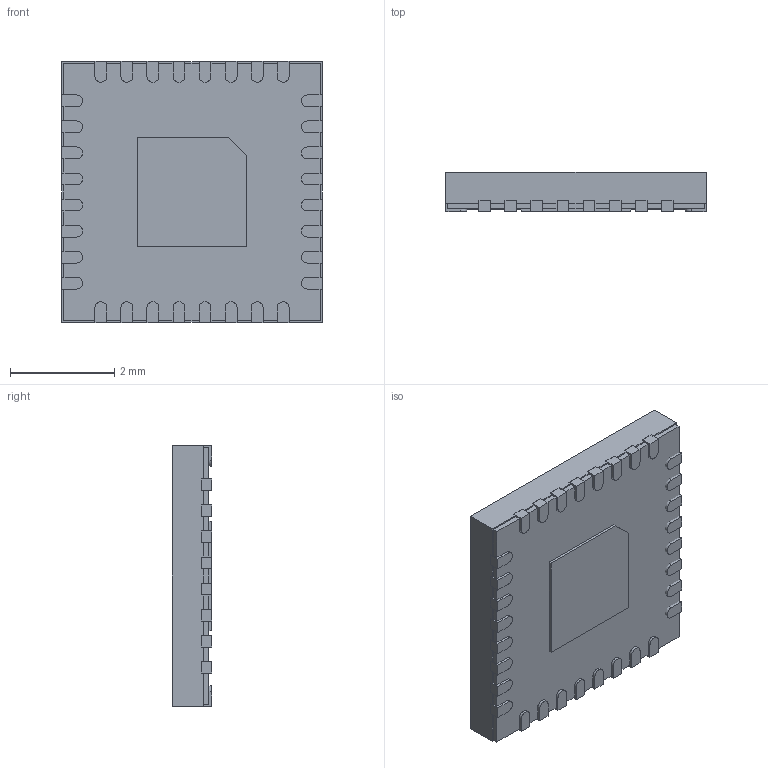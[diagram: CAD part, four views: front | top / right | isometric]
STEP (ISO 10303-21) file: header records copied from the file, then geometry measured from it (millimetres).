
FILE_DESCRIPTION (( 'STEP AP214' ), '1' );
FILE_NAME ('Part130.STEP', '2024-02-26T12:02:04', ( '' ), ( '' ), 'SwSTEP 2.0', 'SolidWorks 2024', '' );
FILE_SCHEMA (( 'AUTOMOTIVE_DESIGN' ));
Length unit declared in the file: millimetre
Products named in the file (1): Part130
Bounding box: 5 x 0.75 x 5.02 mm (x, y, z)
Volume: 17.9 mm3; surface area: 69.3 mm2
Topology: 9 solids, 9 shells, 264 faces, 735 edges, 490 vertices
Faces by surface type: plane 224, cylinder 40
Entity records: 9092 total; most frequent: CARTESIAN_POINT 1490, ORIENTED_EDGE 1470, DIRECTION 1345, EDGE_CURVE 735, LINE 655, VECTOR 655, VERTEX_POINT 490, AXIS2_PLACEMENT_3D 345
